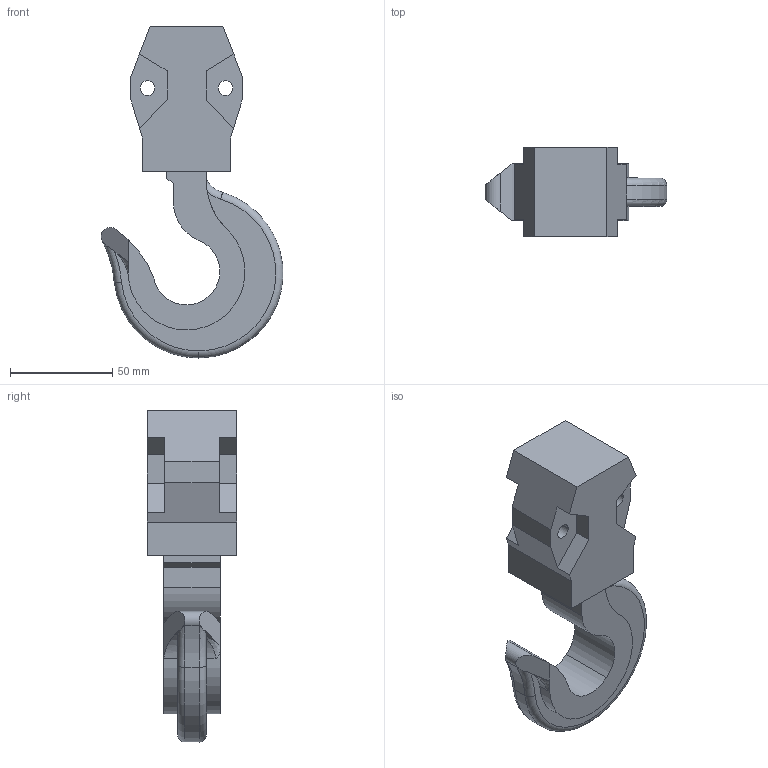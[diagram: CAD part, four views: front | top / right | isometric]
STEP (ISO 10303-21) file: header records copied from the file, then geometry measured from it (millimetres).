
FILE_DESCRIPTION (( 'STEP AP203' ), '1' );
FILE_NAME ('dfsdfdsa.stp.STEP', '2025-09-15T21:12:20', ( '' ), ( '' ), 'SwSTEP 2.0', 'SolidWorks 2023', '' );
FILE_SCHEMA (( 'CONFIG_CONTROL_DESIGN' ));
Length unit declared in the file: centimetre
Products named in the file (1): dfsdfdsa.stp
Bounding box: 88.98 x 43.73 x 162.33 mm (x, y, z)
Volume: 213124.3 mm3; surface area: 35645 mm2
Topology: 2 solids, 2 shells, 73 faces, 206 edges, 135 vertices
Faces by surface type: plane 42, cylinder 22, torus 8, bspline 1
Entity records: 2845 total; most frequent: CARTESIAN_POINT 883, ORIENTED_EDGE 412, DIRECTION 378, EDGE_CURVE 206, VERTEX_POINT 135, AXIS2_PLACEMENT_3D 127, LINE 124, VECTOR 124
